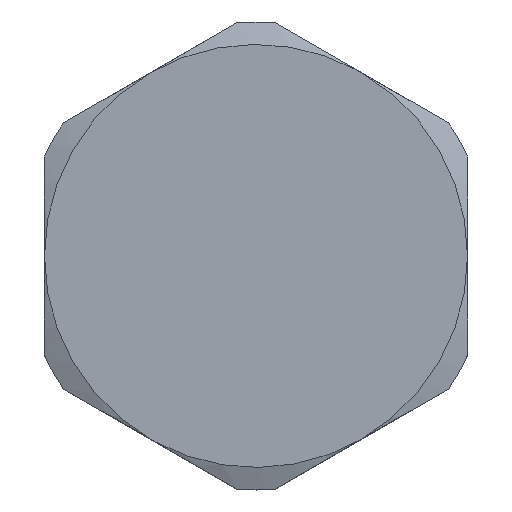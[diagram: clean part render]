
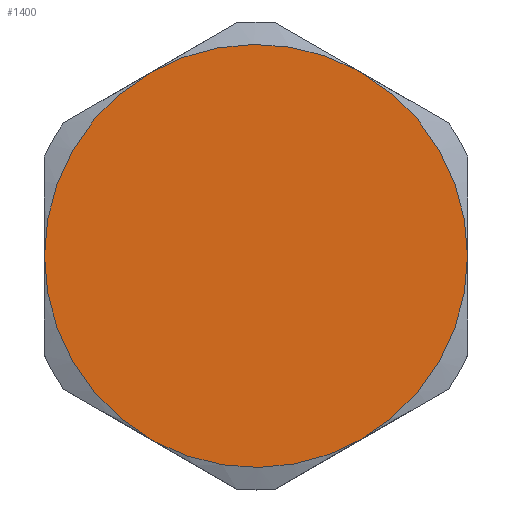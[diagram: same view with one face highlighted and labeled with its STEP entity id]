
A CAD part, top view. The second image highlights one B-rep face of the part: STEP entity #1400.
In plain terms, the highlighted planar face has unit normal (0, 0, 1).
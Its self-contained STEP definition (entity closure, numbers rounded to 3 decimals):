
#1270=AXIS2_PLACEMENT_3D('Circle Axis2P3D',#1268,#1269,$) ;
#1282=AXIS2_PLACEMENT_3D('Circle Axis2P3D',#1280,#1281,$) ;
#1294=AXIS2_PLACEMENT_3D('Circle Axis2P3D',#1292,#1293,$) ;
#1320=AXIS2_PLACEMENT_3D('Circle Axis2P3D',#1318,#1319,$) ;
#1331=AXIS2_PLACEMENT_3D('Circle Axis2P3D',#1329,#1330,$) ;
#1343=AXIS2_PLACEMENT_3D('Circle Axis2P3D',#1341,#1342,$) ;
#1355=AXIS2_PLACEMENT_3D('Circle Axis2P3D',#1353,#1354,$) ;
#1376=AXIS2_PLACEMENT_3D('Circle Axis2P3D',#1374,#1375,$) ;
#1388=AXIS2_PLACEMENT_3D('Plane Axis2P3D',#1385,#1386,#1387) ;
#871=CARTESIAN_POINT('Vertex',(33.,18.25,21.)) ;
#928=CARTESIAN_POINT('Vertex',(24.75,3.961,21.)) ;
#1025=CARTESIAN_POINT('Vertex',(8.25,3.961,21.)) ;
#1086=CARTESIAN_POINT('Vertex',(0.,18.25,21.)) ;
#1149=CARTESIAN_POINT('Vertex',(8.25,32.539,21.)) ;
#1240=CARTESIAN_POINT('Vertex',(24.75,32.539,21.)) ;
#1268=CARTESIAN_POINT('Axis2P3D Location',(16.5,18.25,21.)) ;
#1280=CARTESIAN_POINT('Axis2P3D Location',(16.5,18.25,21.)) ;
#1292=CARTESIAN_POINT('Axis2P3D Location',(16.5,18.25,21.)) ;
#1296=CARTESIAN_POINT('Vertex',(8.589,3.77,21.)) ;
#1318=CARTESIAN_POINT('Axis2P3D Location',(16.5,18.25,21.)) ;
#1329=CARTESIAN_POINT('Axis2P3D Location',(16.5,18.25,21.)) ;
#1341=CARTESIAN_POINT('Axis2P3D Location',(16.5,18.25,21.)) ;
#1353=CARTESIAN_POINT('Axis2P3D Location',(16.5,18.25,21.)) ;
#1357=CARTESIAN_POINT('Vertex',(24.411,32.73,21.)) ;
#1374=CARTESIAN_POINT('Axis2P3D Location',(16.5,18.25,21.)) ;
#1385=CARTESIAN_POINT('Axis2P3D Location',(16.5,18.25,21.)) ;
#1269=DIRECTION('Axis2P3D Direction',(0.,0.,-1.)) ;
#1281=DIRECTION('Axis2P3D Direction',(0.,0.,-1.)) ;
#1293=DIRECTION('Axis2P3D Direction',(0.,0.,-1.)) ;
#1319=DIRECTION('Axis2P3D Direction',(0.,0.,-1.)) ;
#1330=DIRECTION('Axis2P3D Direction',(0.,0.,-1.)) ;
#1342=DIRECTION('Axis2P3D Direction',(0.,0.,-1.)) ;
#1354=DIRECTION('Axis2P3D Direction',(0.,0.,-1.)) ;
#1375=DIRECTION('Axis2P3D Direction',(0.,0.,-1.)) ;
#1386=DIRECTION('Axis2P3D Direction',(0.,0.,-1.)) ;
#1387=DIRECTION('Axis2P3D XDirection',(0.,1.,0.)) ;
#1391=ORIENTED_EDGE('',*,*,#1322,.F.) ;
#1392=ORIENTED_EDGE('',*,*,#1298,.F.) ;
#1393=ORIENTED_EDGE('',*,*,#1284,.F.) ;
#1394=ORIENTED_EDGE('',*,*,#1272,.F.) ;
#1395=ORIENTED_EDGE('',*,*,#1378,.F.) ;
#1396=ORIENTED_EDGE('',*,*,#1359,.F.) ;
#1397=ORIENTED_EDGE('',*,*,#1345,.F.) ;
#1398=ORIENTED_EDGE('',*,*,#1333,.F.) ;
#1400=ADVANCED_FACE('STOPPER_PLUG_M25',(#1399),#1389,.F.) ;
#1271=CIRCLE('generated circle',#1270,16.5) ;
#1283=CIRCLE('generated circle',#1282,16.5) ;
#1295=CIRCLE('generated circle',#1294,16.5) ;
#1321=CIRCLE('generated circle',#1320,16.5) ;
#1332=CIRCLE('generated circle',#1331,16.5) ;
#1344=CIRCLE('generated circle',#1343,16.5) ;
#1356=CIRCLE('generated circle',#1355,16.5) ;
#1377=CIRCLE('generated circle',#1376,16.5) ;
#1272=EDGE_CURVE('',#1241,#872,#1271,.T.) ;
#1284=EDGE_CURVE('',#872,#929,#1283,.T.) ;
#1298=EDGE_CURVE('',#929,#1297,#1295,.T.) ;
#1322=EDGE_CURVE('',#1297,#1026,#1321,.T.) ;
#1333=EDGE_CURVE('',#1026,#1087,#1332,.T.) ;
#1345=EDGE_CURVE('',#1087,#1150,#1344,.T.) ;
#1359=EDGE_CURVE('',#1150,#1358,#1356,.T.) ;
#1378=EDGE_CURVE('',#1358,#1241,#1377,.T.) ;
#1390=EDGE_LOOP('',(#1391,#1392,#1393,#1394,#1395,#1396,#1397,#1398)) ;
#1399=FACE_OUTER_BOUND('',#1390,.T.) ;
#1389=PLANE('',#1388) ;
#872=VERTEX_POINT('',#871) ;
#929=VERTEX_POINT('',#928) ;
#1026=VERTEX_POINT('',#1025) ;
#1087=VERTEX_POINT('',#1086) ;
#1150=VERTEX_POINT('',#1149) ;
#1241=VERTEX_POINT('',#1240) ;
#1297=VERTEX_POINT('',#1296) ;
#1358=VERTEX_POINT('',#1357) ;
